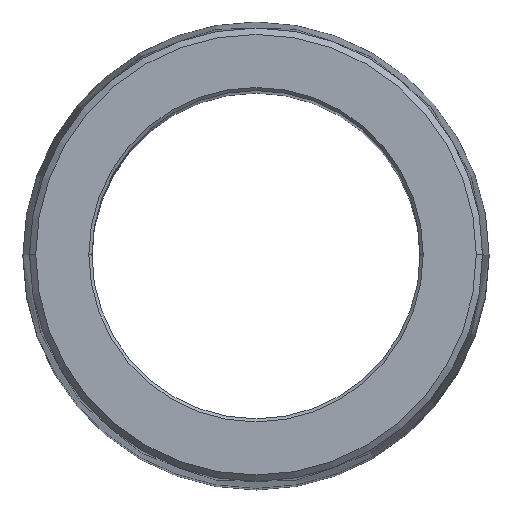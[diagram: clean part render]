
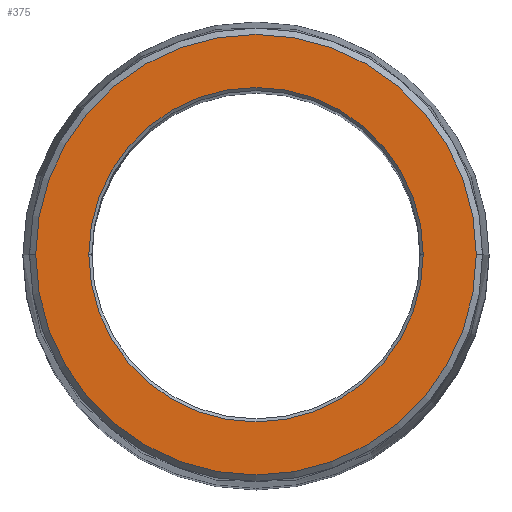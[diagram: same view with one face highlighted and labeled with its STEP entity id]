
A CAD part, top view. The second image highlights one B-rep face of the part: STEP entity #375.
In plain terms, the highlighted planar face has unit normal (0, 0, 1).
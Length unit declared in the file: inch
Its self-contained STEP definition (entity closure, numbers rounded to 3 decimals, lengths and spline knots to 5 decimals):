
#15 = CARTESIAN_POINT ( 'NONE',  ( 0., 0., 6. ) ) ;
#25 = VERTEX_POINT ( 'NONE', #247 ) ;
#27 = DIRECTION ( 'NONE',  ( 0., 0., 1. ) ) ;
#31 = DIRECTION ( 'NONE',  ( 1., 0., 0. ) ) ;
#60 = EDGE_LOOP ( 'NONE', ( #99, #209 ) ) ;
#65 = FACE_OUTER_BOUND ( 'NONE', #456, .T. ) ;
#99 = ORIENTED_EDGE ( 'NONE', *, *, #318, .T. ) ;
#109 = ORIENTED_EDGE ( 'NONE', *, *, #496, .T. ) ;
#111 = DIRECTION ( 'NONE',  ( 0., 0., -1. ) ) ;
#113 = DIRECTION ( 'NONE',  ( 1., 0., 0. ) ) ;
#123 = CARTESIAN_POINT ( 'NONE',  ( -0.6815, 0., 6. ) ) ;
#183 = DIRECTION ( 'NONE',  ( 1., 0., 0. ) ) ;
#209 = ORIENTED_EDGE ( 'NONE', *, *, #348, .T. ) ;
#220 = ORIENTED_EDGE ( 'NONE', *, *, #409, .T. ) ;
#233 = AXIS2_PLACEMENT_3D ( 'NONE', #534, #491, #113 ) ;
#237 = DIRECTION ( 'NONE',  ( 1., 0., 0. ) ) ;
#246 = DIRECTION ( 'NONE',  ( 0., 0., 1. ) ) ;
#247 = CARTESIAN_POINT ( 'NONE',  ( 0.89781, 0., 6. ) ) ;
#257 = CIRCLE ( 'NONE', #369, 0.89781 ) ;
#271 = CARTESIAN_POINT ( 'NONE',  ( -0.89781, 0., 6. ) ) ;
#284 = CIRCLE ( 'NONE', #544, 0.6815 ) ;
#289 = CARTESIAN_POINT ( 'NONE',  ( 0., 0., 6. ) ) ;
#315 = CARTESIAN_POINT ( 'NONE',  ( 0.6815, 0., 6. ) ) ;
#318 = EDGE_CURVE ( 'NONE', #454, #486, #284, .T. ) ;
#327 = AXIS2_PLACEMENT_3D ( 'NONE', #357, #111, #31 ) ;
#348 = EDGE_CURVE ( 'NONE', #486, #454, #426, .T. ) ;
#357 = CARTESIAN_POINT ( 'NONE',  ( 0., 0., 6. ) ) ;
#362 = CIRCLE ( 'NONE', #233, 0.89781 ) ;
#367 = DIRECTION ( 'NONE',  ( 1., 0., 0. ) ) ;
#369 = AXIS2_PLACEMENT_3D ( 'NONE', #289, #246, #367 ) ;
#375 = ADVANCED_FACE ( 'NONE', ( #455, #65 ), #442, .T. ) ;
#396 = AXIS2_PLACEMENT_3D ( 'NONE', #488, #27, #237 ) ;
#401 = VERTEX_POINT ( 'NONE', #271 ) ;
#409 = EDGE_CURVE ( 'NONE', #25, #401, #362, .T. ) ;
#426 = CIRCLE ( 'NONE', #327, 0.6815 ) ;
#442 = PLANE ( 'NONE',  #396 ) ;
#454 = VERTEX_POINT ( 'NONE', #315 ) ;
#455 = FACE_BOUND ( 'NONE', #60, .T. ) ;
#456 = EDGE_LOOP ( 'NONE', ( #109, #220 ) ) ;
#480 = DIRECTION ( 'NONE',  ( 0., 0., -1. ) ) ;
#486 = VERTEX_POINT ( 'NONE', #123 ) ;
#488 = CARTESIAN_POINT ( 'NONE',  ( 0., 0., 6. ) ) ;
#491 = DIRECTION ( 'NONE',  ( 0., 0., 1. ) ) ;
#496 = EDGE_CURVE ( 'NONE', #401, #25, #257, .T. ) ;
#534 = CARTESIAN_POINT ( 'NONE',  ( 0., 0., 6. ) ) ;
#544 = AXIS2_PLACEMENT_3D ( 'NONE', #15, #480, #183 ) ;
